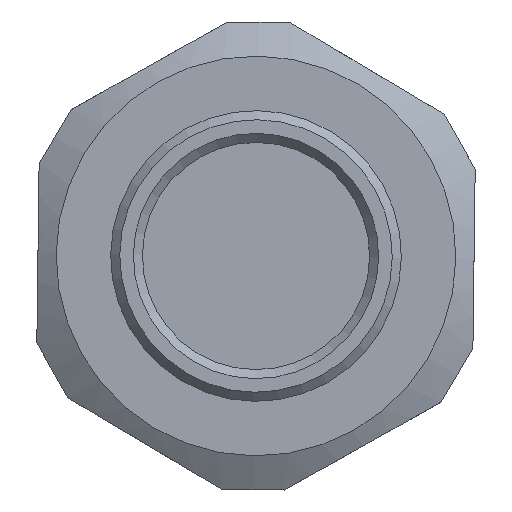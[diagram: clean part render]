
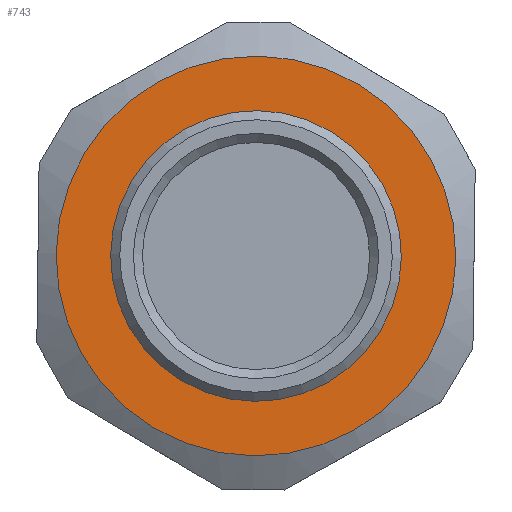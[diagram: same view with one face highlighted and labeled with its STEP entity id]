
A CAD part, front view. The second image highlights one B-rep face of the part: STEP entity #743.
In plain terms, the highlighted planar face has unit normal (0, -1, 0).
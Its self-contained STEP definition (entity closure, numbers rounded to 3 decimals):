
#16=FACE_BOUND('',#263,.T.);
#218=FACE_OUTER_BOUND('',#262,.T.);
#262=EDGE_LOOP('',(#558));
#263=EDGE_LOOP('',(#559));
#296=CIRCLE('',#818,7.5);
#297=CIRCLE('',#820,11.);
#340=VERTEX_POINT('',#1170);
#341=VERTEX_POINT('',#1174);
#426=EDGE_CURVE('',#340,#340,#296,.T.);
#428=EDGE_CURVE('',#341,#341,#297,.T.);
#558=ORIENTED_EDGE('',*,*,#428,.F.);
#559=ORIENTED_EDGE('',*,*,#426,.T.);
#707=PLANE('',#819);
#743=ADVANCED_FACE('',(#218,#16),#707,.T.);
#818=AXIS2_PLACEMENT_3D('',#1171,#928,#929);
#819=AXIS2_PLACEMENT_3D('',#1173,#931,#932);
#820=AXIS2_PLACEMENT_3D('',#1175,#933,#934);
#928=DIRECTION('center_axis',(0.,1.,0.));
#929=DIRECTION('ref_axis',(-0.86,0.,0.511));
#931=DIRECTION('center_axis',(0.,-1.,0.));
#932=DIRECTION('ref_axis',(-0.511,0.,-0.86));
#933=DIRECTION('center_axis',(0.,1.,0.));
#934=DIRECTION('ref_axis',(-0.86,0.,0.511));
#1170=CARTESIAN_POINT('',(92.416,-14.676,79.939));
#1171=CARTESIAN_POINT('Origin',(85.969,-14.676,83.772));
#1173=CARTESIAN_POINT('Origin',(77.588,-14.676,88.754));
#1174=CARTESIAN_POINT('',(95.424,-14.676,78.151));
#1175=CARTESIAN_POINT('Origin',(85.969,-14.676,83.772));
